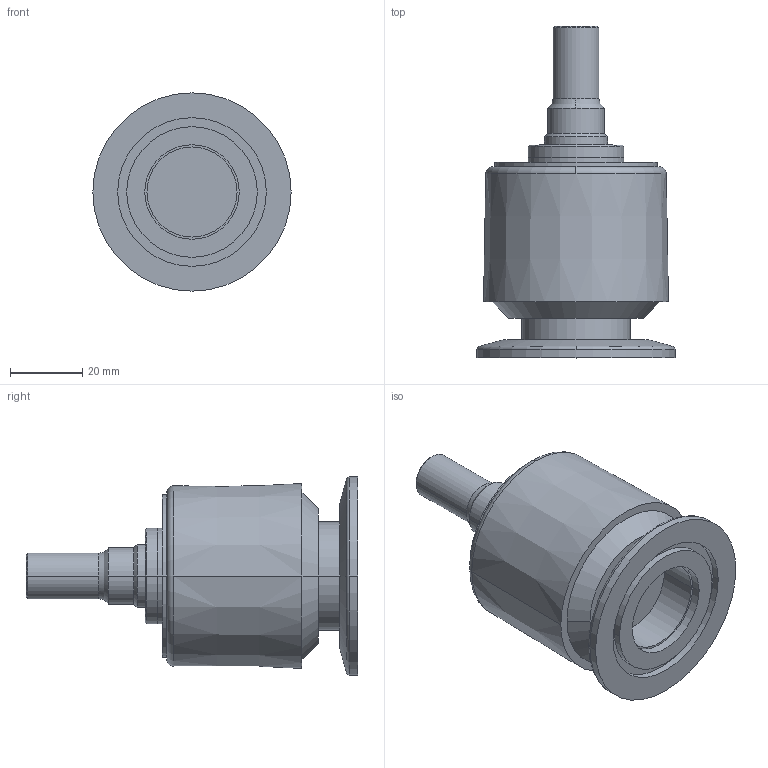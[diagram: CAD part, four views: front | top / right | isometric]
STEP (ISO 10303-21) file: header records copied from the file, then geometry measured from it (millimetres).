
FILE_DESCRIPTION((''),'2;1');
FILE_NAME('399-511.stp','2004-03-09T16:01:11',('BEM'),(''),'Autodesk Inventor (R) 6.0','Autodesk Inventor (R) 6.0','');
FILE_SCHEMA(('AUTOMOTIVE_DESIGN { 1 0 10303 214 1 1 1 1 }'));
Length unit declared in the file: millimetre
Products named in the file (1): 399-511
Bounding box: 55 x 92 x 55 mm (x, y, z)
Volume: 96623.6 mm3; surface area: 18986.4 mm2
Topology: 1 solids, 1 shells, 72 faces, 156 edges, 102 vertices
Faces by surface type: cylinder 34, plane 18, cone 12, torus 6, bspline 2
Entity records: 2125 total; most frequent: CARTESIAN_POINT 419, DIRECTION 408, ORIENTED_EDGE 312, AXIS2_PLACEMENT_3D 181, EDGE_CURVE 156, CIRCLE 110, VERTEX_POINT 102, EDGE_LOOP 88
